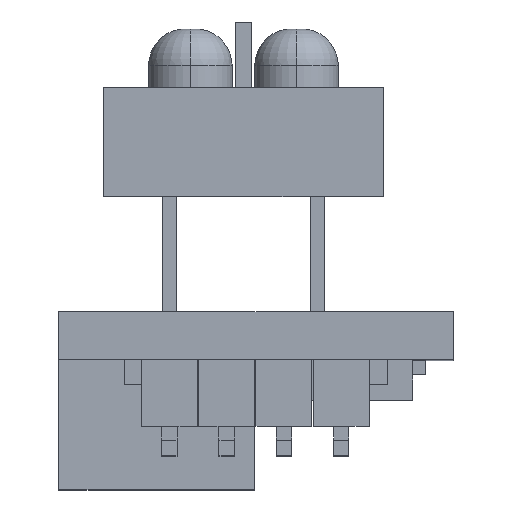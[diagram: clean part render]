
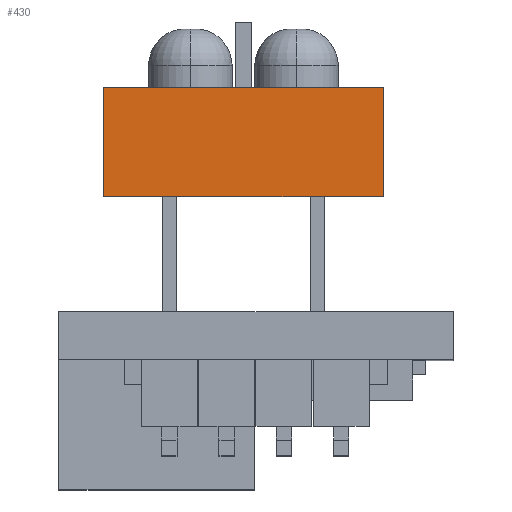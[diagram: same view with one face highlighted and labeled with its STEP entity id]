
A CAD part, top view. The second image highlights one B-rep face of the part: STEP entity #430.
In plain terms, the highlighted planar face has unit normal (0, 0, 1).
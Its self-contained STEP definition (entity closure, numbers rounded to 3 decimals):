
#191 = LINE ( 'NONE', #4686, #2175 ) ;
#247 = VERTEX_POINT ( 'NONE', #3427 ) ;
#341 = EDGE_CURVE ( 'NONE', #3621, #247, #887, .T. ) ;
#380 = VECTOR ( 'NONE', #3870, 1000. ) ;
#430 = ADVANCED_FACE ( 'NONE', ( #2178 ), #4348, .F. ) ;
#713 = AXIS2_PLACEMENT_3D ( 'NONE', #1757, #2805, #4766 ) ;
#887 = LINE ( 'NONE', #4212, #2037 ) ;
#890 = LINE ( 'NONE', #1663, #380 ) ;
#942 = EDGE_CURVE ( 'NONE', #3621, #2224, #890, .T. ) ;
#1349 = LINE ( 'NONE', #4330, #3022 ) ;
#1413 = ORIENTED_EDGE ( 'NONE', *, *, #1964, .F. ) ;
#1663 = CARTESIAN_POINT ( 'NONE',  ( -5.45, 9.75, -9.545 ) ) ;
#1757 = CARTESIAN_POINT ( 'NONE',  ( -5.45, 9.75, -9.545 ) ) ;
#1964 = EDGE_CURVE ( 'NONE', #2224, #4787, #191, .T. ) ;
#2037 = VECTOR ( 'NONE', #2378, 1000. ) ;
#2175 = VECTOR ( 'NONE', #2395, 1000. ) ;
#2178 = FACE_OUTER_BOUND ( 'NONE', #3897, .T. ) ;
#2224 = VERTEX_POINT ( 'NONE', #4238 ) ;
#2378 = DIRECTION ( 'NONE',  ( 0., -1., 0. ) ) ;
#2395 = DIRECTION ( 'NONE',  ( 0., -1., 0. ) ) ;
#2401 = EDGE_CURVE ( 'NONE', #247, #4787, #1349, .T. ) ;
#2476 = DIRECTION ( 'NONE',  ( 1., 0., 0. ) ) ;
#2805 = DIRECTION ( 'NONE',  ( 0., 0., -1. ) ) ;
#3022 = VECTOR ( 'NONE', #2476, 1000. ) ;
#3427 = CARTESIAN_POINT ( 'NONE',  ( -5.45, 5.85, -9.545 ) ) ;
#3541 = CARTESIAN_POINT ( 'NONE',  ( 4.55, 5.85, -9.545 ) ) ;
#3621 = VERTEX_POINT ( 'NONE', #4153 ) ;
#3870 = DIRECTION ( 'NONE',  ( 1., 0., 0. ) ) ;
#3897 = EDGE_LOOP ( 'NONE', ( #4050, #1413, #4586, #4595 ) ) ;
#4050 = ORIENTED_EDGE ( 'NONE', *, *, #2401, .T. ) ;
#4153 = CARTESIAN_POINT ( 'NONE',  ( -5.45, 9.75, -9.545 ) ) ;
#4212 = CARTESIAN_POINT ( 'NONE',  ( -5.45, 9.75, -9.545 ) ) ;
#4238 = CARTESIAN_POINT ( 'NONE',  ( 4.55, 9.75, -9.545 ) ) ;
#4330 = CARTESIAN_POINT ( 'NONE',  ( -5.45, 5.85, -9.545 ) ) ;
#4348 = PLANE ( 'NONE',  #713 ) ;
#4586 = ORIENTED_EDGE ( 'NONE', *, *, #942, .F. ) ;
#4595 = ORIENTED_EDGE ( 'NONE', *, *, #341, .T. ) ;
#4686 = CARTESIAN_POINT ( 'NONE',  ( 4.55, 9.75, -9.545 ) ) ;
#4766 = DIRECTION ( 'NONE',  ( -1., 0., 0. ) ) ;
#4787 = VERTEX_POINT ( 'NONE', #3541 ) ;
